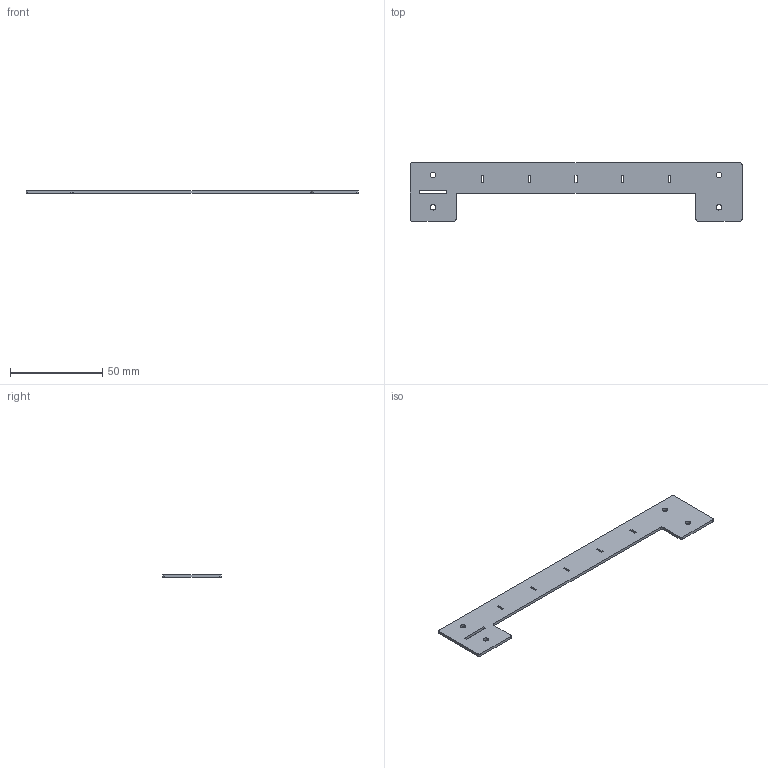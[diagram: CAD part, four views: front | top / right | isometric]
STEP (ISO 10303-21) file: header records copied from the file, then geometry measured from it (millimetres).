
FILE_DESCRIPTION(('FreeCAD Model'),'2;1');
FILE_NAME('top.step', '2013-05-20T18:26:00',('FreeCAD'),('FreeCAD'), 'Open CASCADE STEP processor 6.3','FreeCAD','Unknown');
FILE_SCHEMA(('AUTOMOTIVE_DESIGN_CC2 { 1 2 10303 214 -1 1 5 4 }'));
Length unit declared in the file: millimetre
Products named in the file (1): Open CASCADE STEP translator 6.3 1
Bounding box: 180 x 31.6 x 1.5 mm (x, y, z)
Volume: 5495.9 mm3; surface area: 8184.3 mm2
Topology: 1 solids, 1 shells, 46 faces, 136 edges, 92 vertices
Faces by surface type: plane 34, cylinder 12
Full cylindrical faces by diameter (mm): 2.94 x2, 2.946 x2
Entity records: 3318 total; most frequent: CARTESIAN_POINT 587, DIRECTION 490, LINE 312, VECTOR 312, ORIENTED_EDGE 272, PCURVE 272, DEFINITIONAL_REPRESENTATION 272, EDGE_CURVE 136
